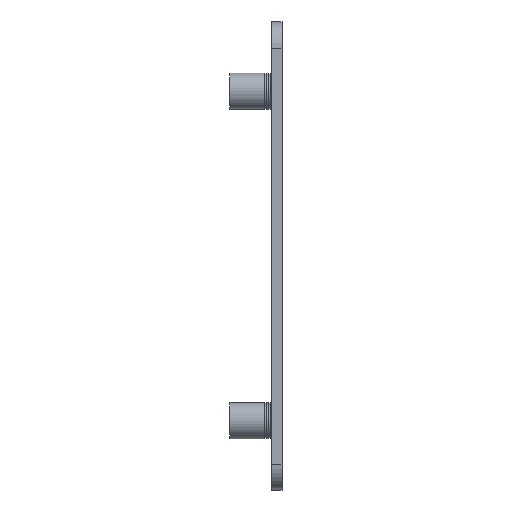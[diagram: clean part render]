
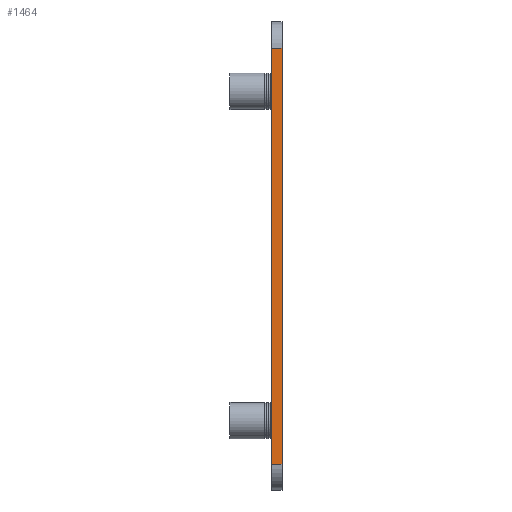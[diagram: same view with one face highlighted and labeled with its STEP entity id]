
A CAD part, left-side view. The second image highlights one B-rep face of the part: STEP entity #1464.
In plain terms, the highlighted planar face has unit normal (-1, 0, 0).
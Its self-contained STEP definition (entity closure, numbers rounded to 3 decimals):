
#280=FACE_OUTER_BOUND('',#367,.T.);
#367=EDGE_LOOP('',(#1235,#1236,#1237,#1238));
#495=LINE('',#2528,#607);
#496=LINE('',#2531,#608);
#497=LINE('',#2533,#609);
#498=LINE('',#2534,#610);
#607=VECTOR('',#2096,10.);
#608=VECTOR('',#2099,10.);
#609=VECTOR('',#2100,10.);
#610=VECTOR('',#2101,10.);
#743=VERTEX_POINT('',#2524);
#744=VERTEX_POINT('',#2526);
#745=VERTEX_POINT('',#2530);
#746=VERTEX_POINT('',#2532);
#940=EDGE_CURVE('',#743,#744,#495,.T.);
#941=EDGE_CURVE('',#745,#743,#496,.T.);
#942=EDGE_CURVE('',#746,#744,#497,.T.);
#943=EDGE_CURVE('',#745,#746,#498,.T.);
#1235=ORIENTED_EDGE('',*,*,#941,.T.);
#1236=ORIENTED_EDGE('',*,*,#940,.T.);
#1237=ORIENTED_EDGE('',*,*,#942,.F.);
#1238=ORIENTED_EDGE('',*,*,#943,.F.);
#1387=PLANE('',#1657);
#1464=ADVANCED_FACE('',(#280),#1387,.T.);
#1657=AXIS2_PLACEMENT_3D('',#2529,#2097,#2098);
#2096=DIRECTION('',(0.,1.,0.));
#2097=DIRECTION('center_axis',(-1.,0.,0.));
#2098=DIRECTION('ref_axis',(0.,0.,1.));
#2099=DIRECTION('',(0.,0.,1.));
#2100=DIRECTION('',(0.,0.,1.));
#2101=DIRECTION('',(0.,1.,0.));
#2524=CARTESIAN_POINT('',(-42.,-1.2,24.));
#2526=CARTESIAN_POINT('',(-42.,0.,24.));
#2528=CARTESIAN_POINT('',(-42.,-1.2,24.));
#2529=CARTESIAN_POINT('Origin',(-42.,-1.2,-24.));
#2530=CARTESIAN_POINT('',(-42.,-1.2,-24.));
#2531=CARTESIAN_POINT('',(-42.,-1.2,-24.));
#2532=CARTESIAN_POINT('',(-42.,0.,-24.));
#2533=CARTESIAN_POINT('',(-42.,0.,-24.));
#2534=CARTESIAN_POINT('',(-42.,-1.2,-24.));
